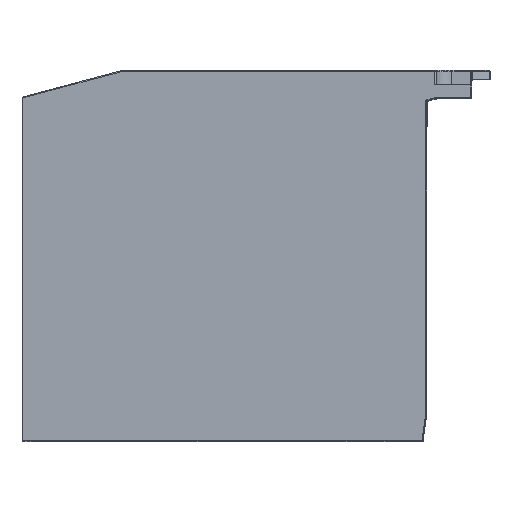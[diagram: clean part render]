
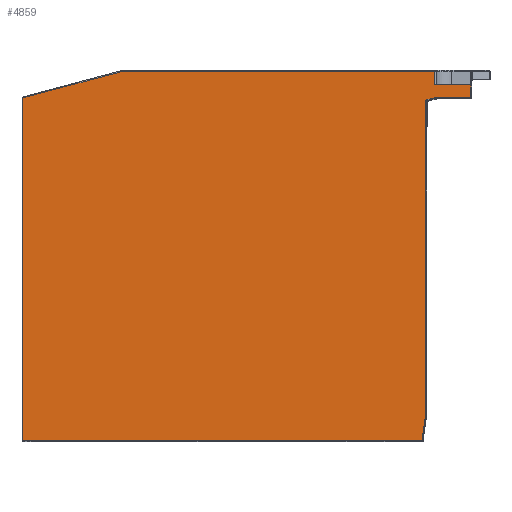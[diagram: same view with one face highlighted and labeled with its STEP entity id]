
A CAD part, top view. The second image highlights one B-rep face of the part: STEP entity #4859.
In plain terms, the highlighted planar face has unit normal (0, 0, 1).
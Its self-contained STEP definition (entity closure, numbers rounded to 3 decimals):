
#90=PLANE('',#17211);
#708=LINE('',#22641,#2760);
#711=LINE('',#22919,#2763);
#816=LINE('',#23173,#2868);
#817=LINE('',#23176,#2869);
#818=LINE('',#23178,#2870);
#819=LINE('',#23179,#2871);
#820=LINE('',#23181,#2872);
#821=LINE('',#23182,#2873);
#822=LINE('',#23184,#2874);
#823=LINE('',#23186,#2875);
#824=LINE('',#23188,#2876);
#2760=VECTOR('',#18291,1.);
#2763=VECTOR('',#18352,1.);
#2868=VECTOR('',#18529,1.);
#2869=VECTOR('',#18530,1.);
#2870=VECTOR('',#18531,1.);
#2871=VECTOR('',#18532,1.);
#2872=VECTOR('',#18533,1.);
#2873=VECTOR('',#18534,1.);
#2874=VECTOR('',#18535,1.);
#2875=VECTOR('',#18536,1.);
#2876=VECTOR('',#18537,1.);
#4859=ADVANCED_FACE('',(#5718),#90,.T.);
#5718=FACE_OUTER_BOUND('',#6373,.T.);
#6373=EDGE_LOOP('',(#7642,#7643,#7644,#7645,#7646,#7647,#7648,#7649,#7650,
#7651,#7652));
#7642=ORIENTED_EDGE('',*,*,#14020,.F.);
#7643=ORIENTED_EDGE('',*,*,#14021,.T.);
#7644=ORIENTED_EDGE('',*,*,#14022,.F.);
#7645=ORIENTED_EDGE('',*,*,#13861,.T.);
#7646=ORIENTED_EDGE('',*,*,#14023,.T.);
#7647=ORIENTED_EDGE('',*,*,#14024,.F.);
#7648=ORIENTED_EDGE('',*,*,#13907,.T.);
#7649=ORIENTED_EDGE('',*,*,#14025,.T.);
#7650=ORIENTED_EDGE('',*,*,#14026,.F.);
#7651=ORIENTED_EDGE('',*,*,#14027,.T.);
#7652=ORIENTED_EDGE('',*,*,#14028,.F.);
#12031=VERTEX_POINT('',#22623);
#12034=VERTEX_POINT('',#22640);
#12064=VERTEX_POINT('',#22913);
#12066=VERTEX_POINT('',#22918);
#12172=VERTEX_POINT('',#23174);
#12173=VERTEX_POINT('',#23175);
#12174=VERTEX_POINT('',#23177);
#12175=VERTEX_POINT('',#23180);
#12176=VERTEX_POINT('',#23183);
#12177=VERTEX_POINT('',#23185);
#12178=VERTEX_POINT('',#23187);
#13861=EDGE_CURVE('',#12031,#12034,#708,.T.);
#13907=EDGE_CURVE('',#12064,#12066,#711,.T.);
#14020=EDGE_CURVE('',#12172,#12173,#816,.T.);
#14021=EDGE_CURVE('',#12172,#12174,#817,.T.);
#14022=EDGE_CURVE('',#12031,#12174,#818,.T.);
#14023=EDGE_CURVE('',#12034,#12175,#819,.T.);
#14024=EDGE_CURVE('',#12064,#12175,#820,.T.);
#14025=EDGE_CURVE('',#12066,#12176,#821,.T.);
#14026=EDGE_CURVE('',#12177,#12176,#822,.T.);
#14027=EDGE_CURVE('',#12177,#12178,#823,.T.);
#14028=EDGE_CURVE('',#12173,#12178,#824,.T.);
#17211=AXIS2_PLACEMENT_3D('',#23189,#18538,#18539);
#18291=DIRECTION('',(0.,1.,0.));
#18352=DIRECTION('',(0.,-1.,0.));
#18529=DIRECTION('',(-1.,0.,0.));
#18530=DIRECTION('',(0.,1.,0.));
#18531=DIRECTION('',(1.,0.,0.));
#18532=DIRECTION('',(-1.,0.,0.));
#18533=DIRECTION('',(0.966,0.259,0.));
#18534=DIRECTION('',(1.,0.,0.));
#18535=DIRECTION('',(-0.134,-0.991,0.));
#18536=DIRECTION('',(0.,1.,0.));
#18537=DIRECTION('',(-0.966,-0.259,0.));
#18538=DIRECTION('',(0.,0.,1.));
#18539=DIRECTION('',(1.,0.,0.));
#22623=CARTESIAN_POINT('',(-8.2,27.3,52.5));
#22640=CARTESIAN_POINT('',(-8.2,30.3,52.5));
#22641=CARTESIAN_POINT('',(-8.2,27.3,52.5));
#22913=CARTESIAN_POINT('',(-98.,24.452,52.5));
#22918=CARTESIAN_POINT('',(-98.,-50.3,52.5));
#22919=CARTESIAN_POINT('',(-98.,24.452,52.5));
#23173=CARTESIAN_POINT('',(-0.4,24.5,52.5));
#23174=CARTESIAN_POINT('',(-0.4,24.5,52.5));
#23175=CARTESIAN_POINT('',(-8.273,24.5,52.5));
#23176=CARTESIAN_POINT('',(-0.4,24.5,52.5));
#23177=CARTESIAN_POINT('',(-0.4,27.3,52.5));
#23178=CARTESIAN_POINT('',(-8.2,27.3,52.5));
#23179=CARTESIAN_POINT('',(-8.2,30.3,52.5));
#23180=CARTESIAN_POINT('',(-76.174,30.3,52.5));
#23181=CARTESIAN_POINT('',(-98.,24.452,52.5));
#23182=CARTESIAN_POINT('',(-98.,-50.3,52.5));
#23183=CARTESIAN_POINT('',(-11.022,-50.3,52.5));
#23184=CARTESIAN_POINT('',(-10.211,-44.286,52.5));
#23185=CARTESIAN_POINT('',(-10.211,-44.286,52.5));
#23186=CARTESIAN_POINT('',(-10.211,-44.286,52.5));
#23187=CARTESIAN_POINT('',(-10.211,23.981,52.5));
#23188=CARTESIAN_POINT('',(-8.273,24.5,52.5));
#23189=CARTESIAN_POINT('',(0.,0.,52.5));
